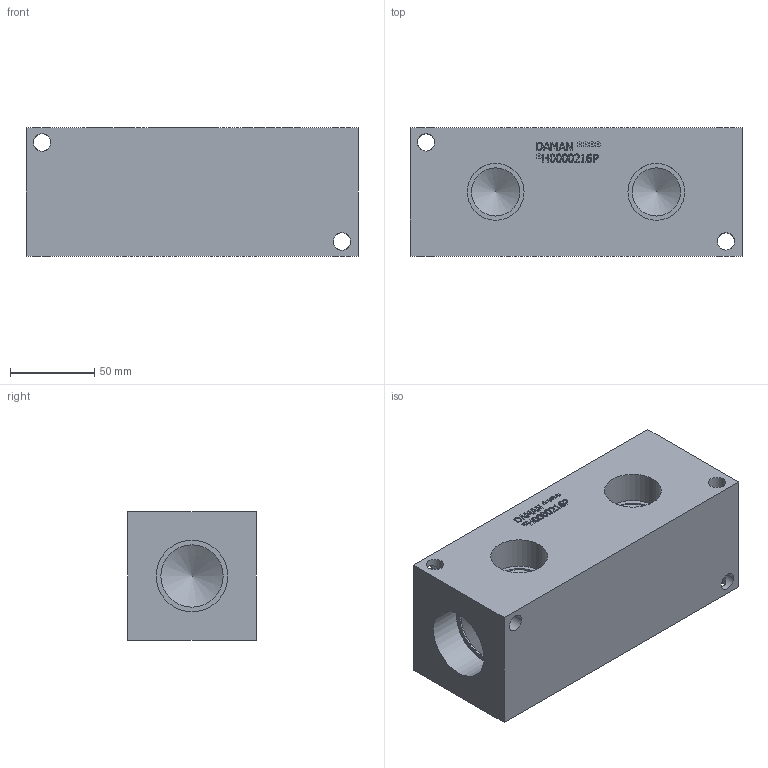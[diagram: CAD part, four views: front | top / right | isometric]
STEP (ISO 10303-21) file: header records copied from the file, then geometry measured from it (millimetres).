
FILE_DESCRIPTION(/* description */ (''),/* implementation_level */ '2;1');
FILE_NAME(/* name */ '_H0000216P.stp',/* time_stamp */ '2022-06-06T10:30:23-04:00',/* author */ ('bobbyh'),/* organization */ (''),/* preprocessor_version */ 'ST-DEVELOPER v18',/* originating_system */ 'Autodesk Inventor 2020',/* authorisation */ '');
FILE_SCHEMA (('AUTOMOTIVE_DESIGN { 1 0 10303 214 3 1 1 }'));
Length unit declared in the file: millimetre
Products named in the file (1): Part_+H0000216P_3D
Bounding box: 196.85 x 76.2 x 76.2 mm (x, y, z)
Volume: 1015364.9 mm3; surface area: 90139.3 mm2
Topology: 1 solids, 1 shells, 332 faces, 906 edges, 604 vertices
Faces by surface type: plane 217, bspline 95, cylinder 16, cone 4
Full cylindrical faces by diameter (mm): 10.312 x8, 28.575 x2, 33.706 x2, 36.906 x2, 42.469 x2
Entity records: 11229 total; most frequent: CARTESIAN_POINT 3074, ORIENTED_EDGE 1804, DIRECTION 1236, EDGE_CURVE 902, LINE 664, VECTOR 664, VERTEX_POINT 604, EDGE_LOOP 376
